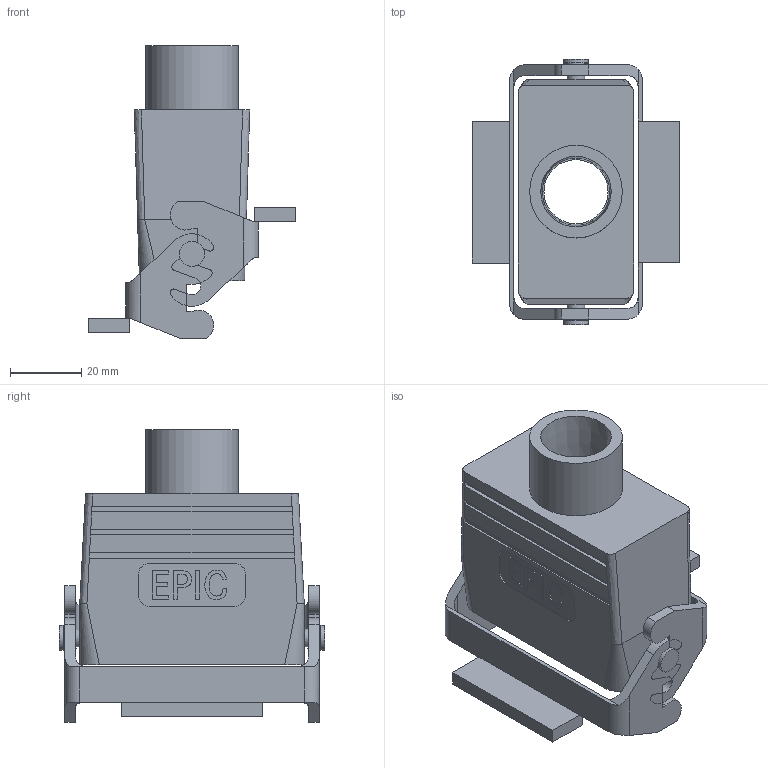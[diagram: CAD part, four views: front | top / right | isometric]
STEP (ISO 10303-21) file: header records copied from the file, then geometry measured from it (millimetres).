
FILE_DESCRIPTION( ( 'Unknown' ), '1' );
FILE_NAME( 'H_A_10_TBF_M25_NPT_12_ASM.stp', 'Unknown', ( 'Unknown' ), ( 'Unknown' ), 'PSStep 11.0', 'Unknown', ' ' );
FILE_SCHEMA( ( 'AUTOMOTIVE_DESIGN { 1 0 10303 214 1 1 1 1 }' ) );
Length unit declared in the file: millimetre
Products named in the file (3): Assem1; H_A_10_TBF_M25_NPT_12; H_A_10_LB_DVINCI
Bounding box: 58.2 x 74.4 x 82.05 mm (x, y, z)
Volume: 86019.6 mm3; surface area: 58234 mm2
Topology: 4 solids, 4 shells, 376 faces, 944 edges, 610 vertices
Faces by surface type: plane 270, cylinder 78, bspline 16, extrusion 10, cone 2
Full cylindrical faces by diameter (mm): 2.459 x8, 4.9 x4, 7 x4, 18 x2, 18.923 x2, 26 x2
Entity records: 7635 total; most frequent: CARTESIAN_POINT 1810, ORIENTED_EDGE 916, DIRECTION 792, EDGE_CURVE 458, VERTEX_POINT 303, VECTOR 270, LINE 265, AXIS2_PLACEMENT_3D 261
